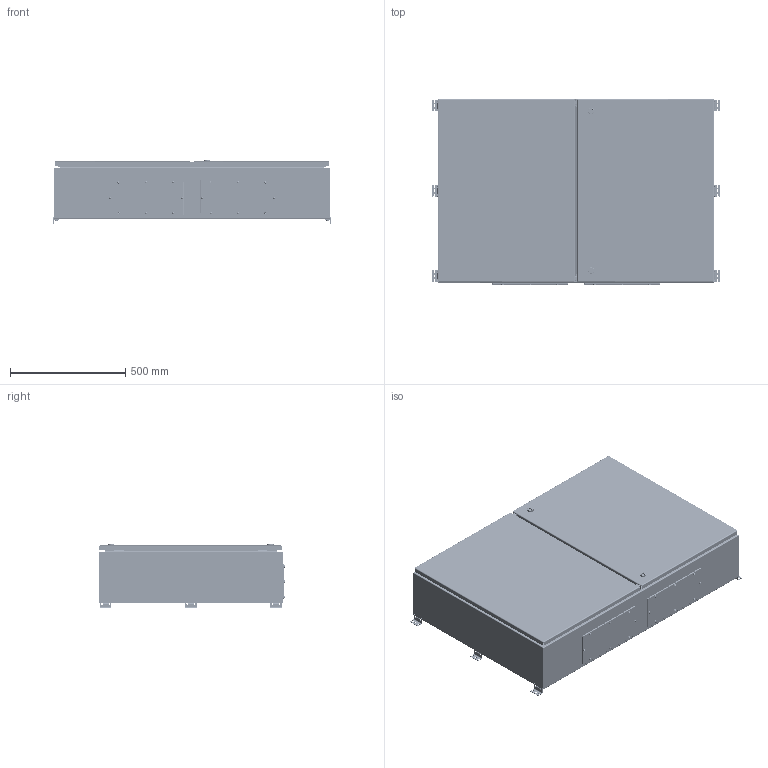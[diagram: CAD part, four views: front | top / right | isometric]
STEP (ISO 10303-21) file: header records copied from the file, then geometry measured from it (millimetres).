
FILE_DESCRIPTION (( 'STEP AP214' ), '1' );
FILE_NAME ('21.120.080.25.STEP', '2024-07-25T09:42:20', ( '' ), ( '' ), 'SwSTEP 2.0', 'SolidWorks 2021', '' );
FILE_SCHEMA (( 'AUTOMOTIVE_DESIGN' ));
Length unit declared in the file: millimetre
Products named in the file (40): 逄闉; 署赅 W330D150; 栺樇罻 H800D250; 鎖芯_1; 昑 W1200H800; 21.120.080.25; Ïðîôèëü äâåðíîé H800; Çàêëåïêà ðåçüáîâàÿ Ì5 øåñòèãðàííàÿ ñ óìåíüøåííûì áîðòîì; 墊片_1; 小頭螺絲_1; Ãàéêà DIN934- Ì4-Zn; Äâåðíîå ïîëîòíî ëåâîå W1200H800; 嵑謺麃 瀁蠉澼鍣2 094; 471.100 Íàñòåííîå êðåïëåíèå; Ïåòëÿ ùèòîâàÿ ïðèâàðíàÿ; 主體_1; Øïèëüêà ïðèâàðíàÿ Ì6õ16; 嵑謺麃 瀁蠉澼鍣 094; 扻豵鵨 W1200H800D250; 螺母_1; 剒蜲錪_30403583_MESAN; Ãàñêåòèíã äâåðè W1200H800; Äâåðü ëåâàÿ W1200H800; Âèíò DIN 967 Ì5õ16 ñ ïîëóêðóãëîé ãîëîâêîé ñ êðåñòîîáðàçíûì øëèöåì; Ïðîêëàäêà êðûøêè ÄÌ W330D150; Ãàéêà M8 DIN6923.step; Âòóëêà øàðíèðà; ﾇ瑟鶴 MS-705-3D; 妈眚 DIN 912-󋔊0-Zn; 鐵墊圈_1; Çàêëåïêà ðåçüáîâàÿ Ì8 øåñòèãðàííàÿ ñ óìåíüøåííûì áîðòîì; Äâåðü ïðàâàÿ W1200H800; Ãàñêåòèíã ëåâîé äâåðè W1200H800; Áîëò Ì6õ10 ñ øåñòèãðàííîé ãîëîâêîé ñ ïðåññøàéáîé; Øïèëüêà ïðèâàðíàÿ Ì8õ25; 昢膼碴鍣 膰豵鵨 W1200H800D250; Âèíò Ì4õ10 ìåáåëüíûé; Ðåçèíêà øàðíèðà; Äâåðíîå ïîëîòíî ïðàâîå W1200H800; 嵑謺麃
Assembly tree (131 placements, depth 4):
  21.120.080.25
    昢膼碴鍣 膰豵鵨 W1200H800D250
      扻豵鵨 W1200H800D250
      栺樇罻 H800D250  x2
      Çàêëåïêà ðåçüáîâàÿ Ì5 øåñòèãðàííàÿ ñ óìåíüøåííûì áîðòîì  x16
      Çàêëåïêà ðåçüáîâàÿ Ì8 øåñòèãðàííàÿ ñ óìåíüøåííûì áîðòîì  x6
      Øïèëüêà ïðèâàðíàÿ Ì8õ25  x6
      Øïèëüêà ïðèâàðíàÿ Ì6õ16  x4
    Äâåðü ëåâàÿ W1200H800
      Äâåðíîå ïîëîòíî ëåâîå W1200H800
      Ãàñêåòèíã ëåâîé äâåðè W1200H800
      Ïðîôèëü äâåðíîé H800  x2
      Øïèëüêà ïðèâàðíàÿ Ì6õ16  x2
      Ïåòëÿ ùèòîâàÿ ïðèâàðíàÿ  x2
    Äâåðü ïðàâàÿ W1200H800
      Äâåðíîå ïîëîòíî ïðàâîå W1200H800
      Ãàñêåòèíã äâåðè W1200H800
      Ïðîôèëü äâåðíîé H800  x2
      Øïèëüêà ïðèâàðíàÿ Ì6õ16  x2
      Ïåòëÿ ùèòîâàÿ ïðèâàðíàÿ  x2
      ﾇ瑟鶴 MS-705-3D  x2
        主體_1
        鎖芯_1
        墊片_1
        螺母_1
        鐵墊圈_1
        小頭螺絲_1
        剒蜲錪_30403583_MESAN
    昑 W1200H800
    署赅 W330D150  x2
    Ïðîêëàäêà êðûøêè ÄÌ W330D150  x2
    嵑謺麃 瀁蠉澼鍣2 094  x2
      嵑謺麃
      Âòóëêà øàðíèðà
      Ðåçèíêà øàðíèðà
    嵑謺麃 瀁蠉澼鍣 094  x2
      嵑謺麃
      Âòóëêà øàðíèðà
      Ðåçèíêà øàðíèðà
    471.100 Íàñòåííîå êðåïëåíèå  x6
    逄闉  x2
    妈眚 DIN 912-󋔊0-Zn  x6
    Âèíò DIN 967 Ì5õ16 ñ ïîëóêðóãëîé ãîëîâêîé ñ êðåñòîîáðàçíûì øëèöåì  x16
    Âèíò Ì4õ10 ìåáåëüíûé  x4
    Ãàéêà DIN934- Ì4-Zn  x4
    Áîëò Ì6õ10 ñ øåñòèãðàííîé ãîëîâêîé ñ ïðåññøàéáîé  x8
    Ãàéêà M8 DIN6923.step  x6
Bounding box: 1252 x 810.45 x 281 mm (x, y, z)
Volume: 7788127.9 mm3; surface area: 8778046.9 mm2
Topology: 136 solids, 136 shells, 6523 faces, 16580 edges, 10415 vertices
Faces by surface type: cylinder 2619, plane 2579, bspline 530, cone 486, torus 257, sphere 52
Entity records: 83905 total; most frequent: CARTESIAN_POINT 31342, ORIENTED_EDGE 10018, DIRECTION 8698, EDGE_CURVE 5009, VERTEX_POINT 3155, AXIS2_PLACEMENT_3D 3028, VECTOR 2642, LINE 2642
